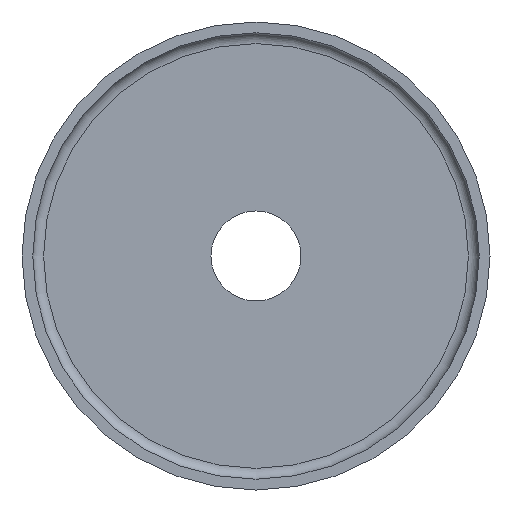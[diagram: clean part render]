
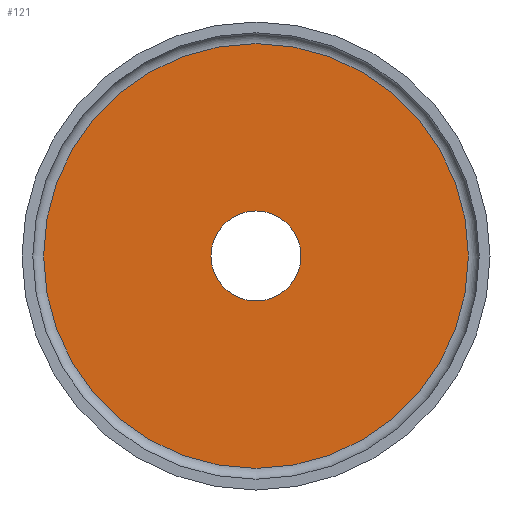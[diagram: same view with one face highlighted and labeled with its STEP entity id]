
A CAD part, front view. The second image highlights one B-rep face of the part: STEP entity #121.
In plain terms, the highlighted planar face has unit normal (0, -1, 0).
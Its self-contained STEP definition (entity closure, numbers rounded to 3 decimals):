
#15=FACE_BOUND('',#35,.T.);
#18=PLANE('',#159);
#26=FACE_OUTER_BOUND('',#34,.T.);
#34=EDGE_LOOP('',(#99));
#35=EDGE_LOOP('',(#100));
#49=CIRCLE('',#151,6.25);
#52=CIRCLE('',#155,29.5);
#61=VERTEX_POINT('',#218);
#64=VERTEX_POINT('',#225);
#72=EDGE_CURVE('',#61,#61,#49,.T.);
#75=EDGE_CURVE('',#64,#64,#52,.T.);
#99=ORIENTED_EDGE('',*,*,#75,.T.);
#100=ORIENTED_EDGE('',*,*,#72,.T.);
#121=ADVANCED_FACE('',(#26,#15),#18,.F.);
#151=AXIS2_PLACEMENT_3D('',#220,#176,#177);
#155=AXIS2_PLACEMENT_3D('',#227,#184,#185);
#159=AXIS2_PLACEMENT_3D('',#233,#193,#194);
#176=DIRECTION('center_axis',(0.,1.,0.));
#177=DIRECTION('ref_axis',(1.,0.,0.));
#184=DIRECTION('center_axis',(0.,-1.,0.));
#185=DIRECTION('ref_axis',(1.,0.,0.));
#193=DIRECTION('center_axis',(0.,1.,0.));
#194=DIRECTION('ref_axis',(0.,0.,1.));
#218=CARTESIAN_POINT('',(-6.25,10.5,0.));
#220=CARTESIAN_POINT('Origin',(0.,10.5,0.));
#225=CARTESIAN_POINT('',(0.,10.5,-29.5));
#227=CARTESIAN_POINT('Origin',(0.,10.5,0.));
#233=CARTESIAN_POINT('Origin',(0.,10.5,0.));
